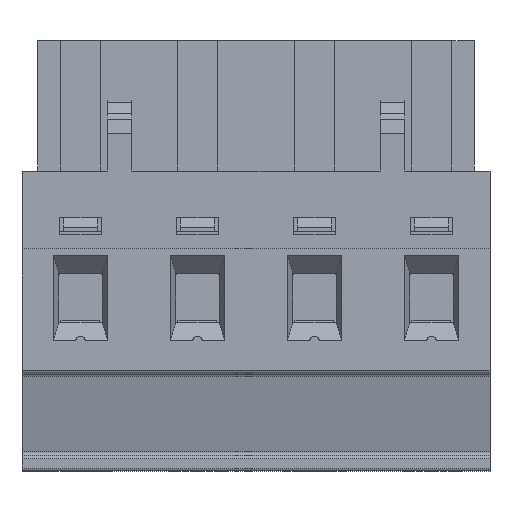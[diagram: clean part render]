
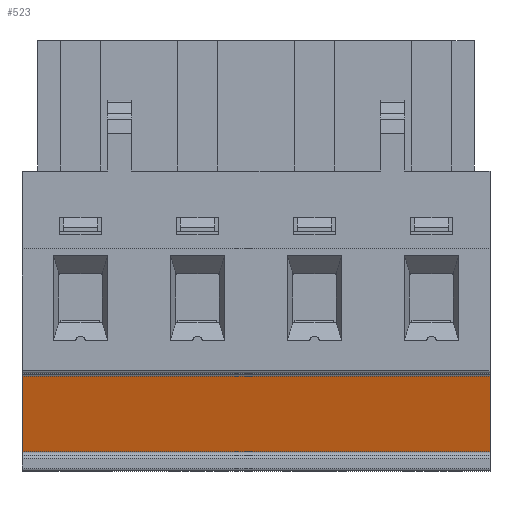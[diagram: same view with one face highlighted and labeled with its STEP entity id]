
A CAD part, left-side view. The second image highlights one B-rep face of the part: STEP entity #523.
In plain terms, the highlighted planar face has unit normal (-0.966, 0, -0.259).
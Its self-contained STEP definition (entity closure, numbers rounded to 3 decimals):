
#523 = ADVANCED_FACE( '', ( #1408 ), #1409, .F. );
#1408 = FACE_OUTER_BOUND( '', #2693, .T. );
#1409 = PLANE( '', #2694 );
#2693 = EDGE_LOOP( '', ( #4278, #4279, #4280, #4281 ) );
#2694 = AXIS2_PLACEMENT_3D( '', #4282, #4283, #4284 );
#4278 = ORIENTED_EDGE( '', *, *, #8003, .T. );
#4279 = ORIENTED_EDGE( '', *, *, #8004, .F. );
#4280 = ORIENTED_EDGE( '', *, *, #8005, .T. );
#4281 = ORIENTED_EDGE( '', *, *, #8006, .F. );
#4282 = CARTESIAN_POINT( '', ( -443.01, -996.162, -8.355 ) );
#4283 = DIRECTION( '', ( 0.966, 0., 0.259 ) );
#4284 = DIRECTION( '', ( 0., -1., 0. ) );
#8003 = EDGE_CURVE( '', #9774, #9775, #9776, .T. );
#8004 = EDGE_CURVE( '', #9777, #9775, #9778, .F. );
#8005 = EDGE_CURVE( '', #9777, #9779, #9780, .T. );
#8006 = EDGE_CURVE( '', #9774, #9779, #9781, .T. );
#9774 = VERTEX_POINT( '', #12289 );
#9775 = VERTEX_POINT( '', #12290 );
#9776 = LINE( '', #12291, #12292 );
#9777 = VERTEX_POINT( '', #12293 );
#9778 = LINE( '', #12294, #12295 );
#9779 = VERTEX_POINT( '', #12296 );
#9780 = LINE( '', #12297, #12298 );
#9781 = LINE( '', #12299, #12300 );
#12289 = CARTESIAN_POINT( '', ( -444.64, -967.176, -2.274 ) );
#12290 = CARTESIAN_POINT( '', ( -443.343, -967.176, -7.113 ) );
#12291 = CARTESIAN_POINT( '', ( -446.657, -967.176, 5.254 ) );
#12292 = VECTOR( '', #15198, 1000. );
#12293 = CARTESIAN_POINT( '', ( -443.343, -997.176, -7.113 ) );
#12294 = CARTESIAN_POINT( '', ( -443.343, -996.162, -7.113 ) );
#12295 = VECTOR( '', #15199, 1000. );
#12296 = CARTESIAN_POINT( '', ( -444.64, -997.176, -2.274 ) );
#12297 = CARTESIAN_POINT( '', ( -446.657, -997.176, 5.254 ) );
#12298 = VECTOR( '', #15200, 1000. );
#12299 = CARTESIAN_POINT( '', ( -444.64, -996.162, -2.274 ) );
#12300 = VECTOR( '', #15201, 1000. );
#15198 = DIRECTION( '', ( 0.259, 0., -0.966 ) );
#15199 = DIRECTION( '', ( 0., -1., 0. ) );
#15200 = DIRECTION( '', ( -0.259, 0., 0.966 ) );
#15201 = DIRECTION( '', ( 0., -1., 0. ) );
